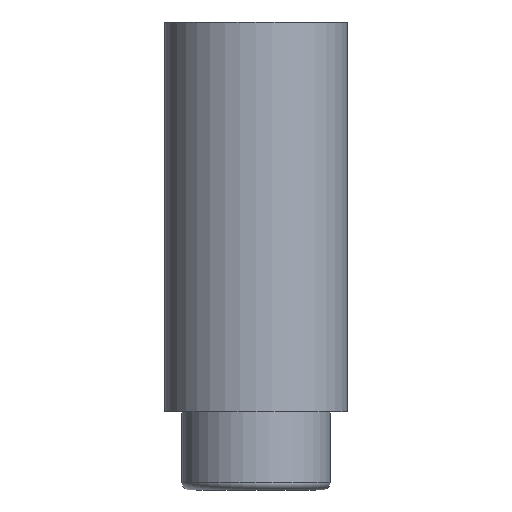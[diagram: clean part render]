
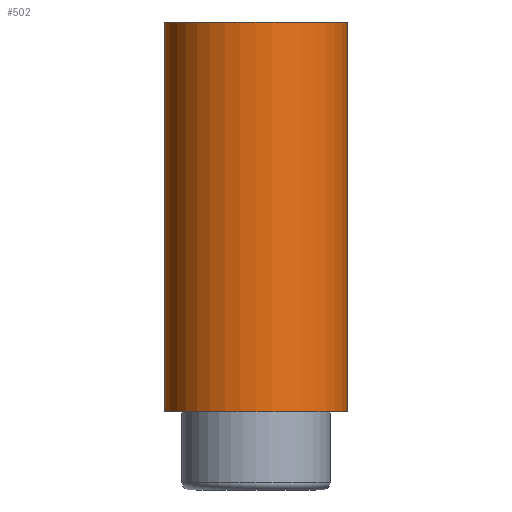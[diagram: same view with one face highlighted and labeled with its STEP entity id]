
A CAD part, front view. The second image highlights one B-rep face of the part: STEP entity #502.
In plain terms, the highlighted cylindrical face has radius 2.35 mm (diameter 4.7 mm), a full revolution.
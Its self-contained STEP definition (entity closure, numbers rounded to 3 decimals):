
#24=CYLINDRICAL_SURFACE('',#559,2.35);
#37=CIRCLE('',#560,2.35);
#38=CIRCLE('',#561,2.35);
#68=FACE_OUTER_BOUND('',#101,.T.);
#101=EDGE_LOOP('',(#444,#445,#446,#447));
#156=LINE('',#843,#208);
#208=VECTOR('',#699,2.35);
#251=VERTEX_POINT('',#840);
#252=VERTEX_POINT('',#842);
#316=EDGE_CURVE('',#251,#251,#37,.T.);
#317=EDGE_CURVE('',#251,#252,#156,.T.);
#318=EDGE_CURVE('',#252,#252,#38,.T.);
#444=ORIENTED_EDGE('',*,*,#316,.T.);
#445=ORIENTED_EDGE('',*,*,#317,.T.);
#446=ORIENTED_EDGE('',*,*,#318,.T.);
#447=ORIENTED_EDGE('',*,*,#317,.F.);
#502=ADVANCED_FACE('',(#68),#24,.T.);
#559=AXIS2_PLACEMENT_3D('',#839,#695,#696);
#560=AXIS2_PLACEMENT_3D('',#841,#697,#698);
#561=AXIS2_PLACEMENT_3D('',#844,#700,#701);
#695=DIRECTION('center_axis',(0.,0.,1.));
#696=DIRECTION('ref_axis',(-1.,0.,0.));
#697=DIRECTION('center_axis',(0.,0.,
-1.));
#698=DIRECTION('ref_axis',(-1.,0.,0.));
#699=DIRECTION('',(0.,0.,-1.));
#700=DIRECTION('center_axis',(0.,0.,
1.));
#701=DIRECTION('ref_axis',(-1.,0.,0.));
#839=CARTESIAN_POINT('Origin',(27.431,13.227,-12.));
#840=CARTESIAN_POINT('',(29.781,13.227,-2.));
#841=CARTESIAN_POINT('Origin',(27.431,13.227,-2.));
#842=CARTESIAN_POINT('',(29.781,13.227,-12.));
#843=CARTESIAN_POINT('',(29.781,13.227,-12.));
#844=CARTESIAN_POINT('Origin',(27.431,13.227,-12.));
